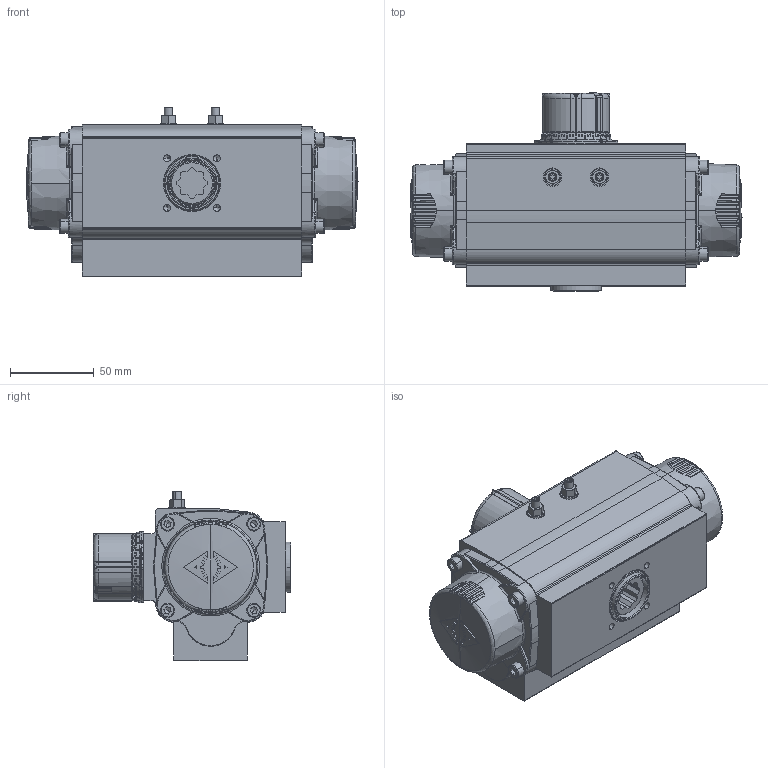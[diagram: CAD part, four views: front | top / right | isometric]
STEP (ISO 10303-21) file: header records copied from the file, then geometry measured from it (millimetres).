
FILE_DESCRIPTION (( 'STEP AP214' ), '1' );
FILE_NAME ('0040 ASR.STEP', '2011-12-07T10:28:39', ( 'ossuin - p' ), ( 'Ossuin' ), 'SwSTEP 2.0', 'SolidWorks 2010', '' );
FILE_SCHEMA (( 'AUTOMOTIVE_DESIGN' ));
Length unit declared in the file: millimetre
Products named in the file (10): Washer DIN 125 - A 5.3_Default; DIN 912 M5 x 25 --- 25C_Default; T0040; E0040N; DIN 915 - M5 x 20-C_DIN 915 - M5 x 20-C; Hexagon Nut ISO 4032 - M5 - D - C_Default; Tapon ﾘ45; CR0020; C0040; 0040 ASR
Assembly tree (20 placements, depth 2):
  0040 ASR
    DIN 912 M5 x 25 --- 25C_Default  x8
    Tapon ﾘ45
    Hexagon Nut ISO 4032 - M5 - D - C_Default  x2
    DIN 915 - M5 x 20-C_DIN 915 - M5 x 20-C  x2
    Washer DIN 125 - A 5.3_Default  x2
    C0040
    E0040N
    T0040  x2
    CR0020
Bounding box: 198.36 x 118.29 x 101.4 mm (x, y, z)
Volume: 570647 mm3; surface area: 169453.1 mm2
Topology: 28 solids, 28 shells, 3298 faces, 8637 edges, 5394 vertices
Faces by surface type: plane 1127, cylinder 1072, bspline 627, cone 291, torus 153, sphere 28
Entity records: 115122 total; most frequent: CARTESIAN_POINT 40106, ORIENTED_EDGE 13472, DIRECTION 11859, EDGE_CURVE 6736, AXIS2_PLACEMENT_3D 4485, VERTEX_POINT 4300, VECTOR 2889, LINE 2889
